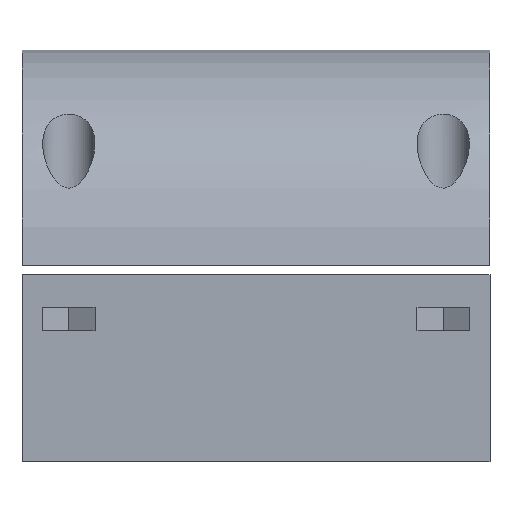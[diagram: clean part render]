
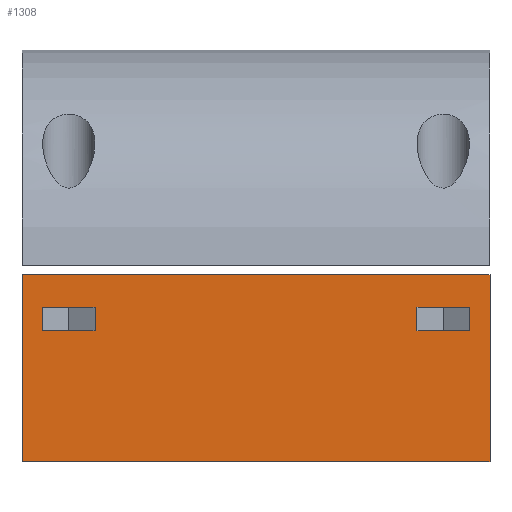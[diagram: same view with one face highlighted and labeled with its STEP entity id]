
A CAD part, left-side view. The second image highlights one B-rep face of the part: STEP entity #1308.
In plain terms, the highlighted planar face has unit normal (-1, 0, 0).
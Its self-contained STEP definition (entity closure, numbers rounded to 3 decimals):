
#57=FACE_BOUND('',#258,.T.);
#58=FACE_BOUND('',#259,.T.);
#111=PLANE('',#1441);
#171=FACE_OUTER_BOUND('',#257,.T.);
#257=EDGE_LOOP('',(#1106,#1107,#1108,#1109));
#258=EDGE_LOOP('',(#1110,#1111,#1112,#1113));
#259=EDGE_LOOP('',(#1114,#1115,#1116,#1117));
#314=LINE('',#2043,#426);
#333=LINE('',#2095,#445);
#344=LINE('',#2120,#456);
#366=LINE('',#2169,#478);
#368=LINE('',#2173,#480);
#381=LINE('',#2200,#493);
#383=LINE('',#2206,#495);
#388=LINE('',#2226,#500);
#389=LINE('',#2228,#501);
#392=LINE('',#2236,#504);
#393=LINE('',#2238,#505);
#394=LINE('',#2239,#506);
#426=VECTOR('',#1559,10.);
#445=VECTOR('',#1604,10.);
#456=VECTOR('',#1625,10.);
#478=VECTOR('',#1667,10.);
#480=VECTOR('',#1671,10.);
#493=VECTOR('',#1698,10.);
#495=VECTOR('',#1704,10.);
#500=VECTOR('',#1729,10.);
#501=VECTOR('',#1732,10.);
#504=VECTOR('',#1743,10.);
#505=VECTOR('',#1744,10.);
#506=VECTOR('',#1745,10.);
#605=VERTEX_POINT('',#2040);
#606=VERTEX_POINT('',#2042);
#623=VERTEX_POINT('',#2088);
#626=VERTEX_POINT('',#2093);
#632=VERTEX_POINT('',#2113);
#635=VERTEX_POINT('',#2118);
#652=VERTEX_POINT('',#2168);
#653=VERTEX_POINT('',#2172);
#660=VERTEX_POINT('',#2198);
#662=VERTEX_POINT('',#2204);
#668=VERTEX_POINT('',#2235);
#669=VERTEX_POINT('',#2237);
#734=EDGE_CURVE('',#606,#605,#314,.T.);
#761=EDGE_CURVE('',#623,#626,#333,.T.);
#773=EDGE_CURVE('',#632,#635,#344,.T.);
#797=EDGE_CURVE('',#652,#623,#366,.T.);
#799=EDGE_CURVE('',#653,#632,#368,.T.);
#813=EDGE_CURVE('',#635,#660,#381,.T.);
#816=EDGE_CURVE('',#626,#662,#383,.T.);
#826=EDGE_CURVE('',#660,#653,#388,.T.);
#827=EDGE_CURVE('',#662,#652,#389,.T.);
#830=EDGE_CURVE('',#605,#668,#392,.T.);
#831=EDGE_CURVE('',#668,#669,#393,.T.);
#832=EDGE_CURVE('',#669,#606,#394,.T.);
#1106=ORIENTED_EDGE('',*,*,#830,.T.);
#1107=ORIENTED_EDGE('',*,*,#831,.T.);
#1108=ORIENTED_EDGE('',*,*,#832,.T.);
#1109=ORIENTED_EDGE('',*,*,#734,.T.);
#1110=ORIENTED_EDGE('',*,*,#827,.T.);
#1111=ORIENTED_EDGE('',*,*,#797,.T.);
#1112=ORIENTED_EDGE('',*,*,#761,.T.);
#1113=ORIENTED_EDGE('',*,*,#816,.T.);
#1114=ORIENTED_EDGE('',*,*,#799,.T.);
#1115=ORIENTED_EDGE('',*,*,#773,.T.);
#1116=ORIENTED_EDGE('',*,*,#813,.T.);
#1117=ORIENTED_EDGE('',*,*,#826,.T.);
#1308=ADVANCED_FACE('',(#171,#57,#58),#111,.T.);
#1441=AXIS2_PLACEMENT_3D('',#2234,#1741,#1742);
#1559=DIRECTION('',(0.,1.,0.));
#1604=DIRECTION('',(0.,0.,-1.));
#1625=DIRECTION('',(0.,0.,-1.));
#1667=DIRECTION('',(0.,-1.,0.));
#1671=DIRECTION('',(0.,-1.,0.));
#1698=DIRECTION('',(0.,1.,0.));
#1704=DIRECTION('',(0.,1.,0.));
#1729=DIRECTION('',(0.,0.,1.));
#1732=DIRECTION('',(0.,0.,1.));
#1741=DIRECTION('center_axis',(-1.,0.,0.));
#1742=DIRECTION('ref_axis',(0.,-1.,0.));
#1743=DIRECTION('',(0.,0.,-1.));
#1744=DIRECTION('',(0.,-1.,0.));
#1745=DIRECTION('',(0.,0.,1.));
#2040=CARTESIAN_POINT('',(10.,-20.,20.));
#2042=CARTESIAN_POINT('',(10.,-70.,20.));
#2043=CARTESIAN_POINT('',(10.,-20.,20.));
#2088=CARTESIAN_POINT('',(10.,-27.8,16.5));
#2093=CARTESIAN_POINT('',(10.,-27.8,14.));
#2095=CARTESIAN_POINT('',(10.,-27.8,17.));
#2113=CARTESIAN_POINT('',(10.,-67.8,16.5));
#2118=CARTESIAN_POINT('',(10.,-67.8,14.));
#2120=CARTESIAN_POINT('',(10.,-67.8,17.));
#2168=CARTESIAN_POINT('',(10.,-22.2,16.5));
#2169=CARTESIAN_POINT('',(10.,-23.9,16.5));
#2172=CARTESIAN_POINT('',(10.,-62.2,16.5));
#2173=CARTESIAN_POINT('',(10.,-43.9,16.5));
#2198=CARTESIAN_POINT('',(10.,-62.2,14.));
#2200=CARTESIAN_POINT('',(10.,-41.1,14.));
#2204=CARTESIAN_POINT('',(10.,-22.2,14.));
#2206=CARTESIAN_POINT('',(10.,-21.1,14.));
#2226=CARTESIAN_POINT('',(10.,-62.2,18.25));
#2228=CARTESIAN_POINT('',(10.,-22.2,18.25));
#2234=CARTESIAN_POINT('Origin',(10.,-20.,20.));
#2235=CARTESIAN_POINT('',(10.,-20.,0.));
#2236=CARTESIAN_POINT('',(10.,-20.,0.));
#2237=CARTESIAN_POINT('',(10.,-70.,0.));
#2238=CARTESIAN_POINT('',(10.,-20.,0.));
#2239=CARTESIAN_POINT('',(10.,-70.,0.));
